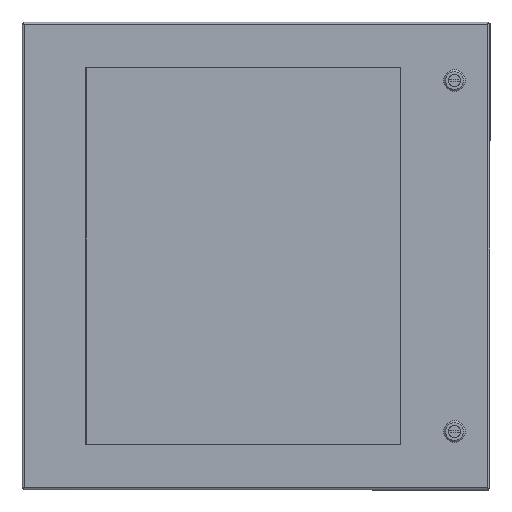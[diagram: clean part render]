
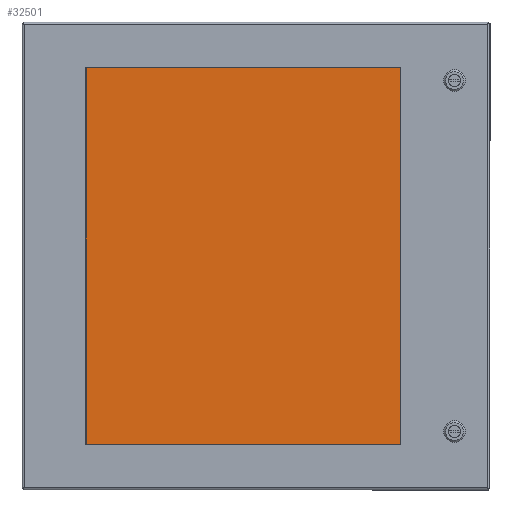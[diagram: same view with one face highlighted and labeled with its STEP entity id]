
A CAD part, front view. The second image highlights one B-rep face of the part: STEP entity #32501.
In plain terms, the highlighted planar face has unit normal (0, -1, 0).
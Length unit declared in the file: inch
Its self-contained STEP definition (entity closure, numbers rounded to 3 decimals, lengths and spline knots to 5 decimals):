
#401 = VERTEX_POINT ( 'NONE', #19140 ) ;
#1878 = CARTESIAN_POINT ( 'NONE',  ( 7.3905, -6.765, -9.647 ) ) ;
#4587 = VERTEX_POINT ( 'NONE', #41876 ) ;
#5765 = EDGE_CURVE ( 'NONE', #4587, #401, #9332, .T. ) ;
#5947 = CARTESIAN_POINT ( 'NONE',  ( 7.3905, -6.765, 9.646 ) ) ;
#7760 = VECTOR ( 'NONE', #19615, 39.37008 ) ;
#8965 = EDGE_CURVE ( 'NONE', #13599, #4587, #22994, .T. ) ;
#9332 = LINE ( 'NONE', #5947, #7760 ) ;
#10666 = DIRECTION ( 'NONE',  ( 0., -1., 0. ) ) ;
#12100 = VECTOR ( 'NONE', #23778, 39.37008 ) ;
#13566 = PLANE ( 'NONE',  #17740 ) ;
#13599 = VERTEX_POINT ( 'NONE', #42199 ) ;
#13689 = VECTOR ( 'NONE', #33942, 39.37008 ) ;
#14013 = FACE_OUTER_BOUND ( 'NONE', #36244, .T. ) ;
#14234 = DIRECTION ( 'NONE',  ( -1., 0., 0. ) ) ;
#15020 = VECTOR ( 'NONE', #22456, 39.37008 ) ;
#16758 = ORIENTED_EDGE ( 'NONE', *, *, #8965, .F. ) ;
#17740 = AXIS2_PLACEMENT_3D ( 'NONE', #34851, #10666, #14234 ) ;
#19140 = CARTESIAN_POINT ( 'NONE',  ( 7.3905, -6.765, 9.646 ) ) ;
#19615 = DIRECTION ( 'NONE',  ( 1., 0., 0. ) ) ;
#20845 = CARTESIAN_POINT ( 'NONE',  ( 7.3905, -6.765, -9.647 ) ) ;
#21417 = VERTEX_POINT ( 'NONE', #1878 ) ;
#22456 = DIRECTION ( 'NONE',  ( 0., 0., -1. ) ) ;
#22994 = LINE ( 'NONE', #43190, #13689 ) ;
#23778 = DIRECTION ( 'NONE',  ( -1., 0., 0. ) ) ;
#24448 = LINE ( 'NONE', #20845, #12100 ) ;
#29354 = ORIENTED_EDGE ( 'NONE', *, *, #38311, .F. ) ;
#32501 = ADVANCED_FACE ( 'NONE', ( #14013 ), #13566, .T. ) ;
#33942 = DIRECTION ( 'NONE',  ( 0., 0., 1. ) ) ;
#34851 = CARTESIAN_POINT ( 'NONE',  ( 7.7755, -6.765, 10.031 ) ) ;
#36137 = CARTESIAN_POINT ( 'NONE',  ( 7.3905, -6.765, -9.647 ) ) ;
#36214 = ORIENTED_EDGE ( 'NONE', *, *, #5765, .F. ) ;
#36244 = EDGE_LOOP ( 'NONE', ( #40348, #36214, #16758, #29354 ) ) ;
#38311 = EDGE_CURVE ( 'NONE', #21417, #13599, #24448, .T. ) ;
#39074 = LINE ( 'NONE', #36137, #15020 ) ;
#39203 = EDGE_CURVE ( 'NONE', #401, #21417, #39074, .T. ) ;
#40348 = ORIENTED_EDGE ( 'NONE', *, *, #39203, .F. ) ;
#41876 = CARTESIAN_POINT ( 'NONE',  ( -8.7145, -6.765, 9.646 ) ) ;
#42199 = CARTESIAN_POINT ( 'NONE',  ( -8.7145, -6.765, -9.647 ) ) ;
#43190 = CARTESIAN_POINT ( 'NONE',  ( -8.7145, -6.765, 9.646 ) ) ;
